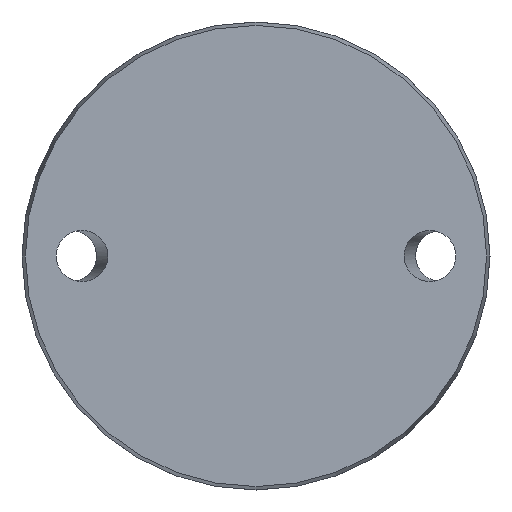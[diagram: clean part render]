
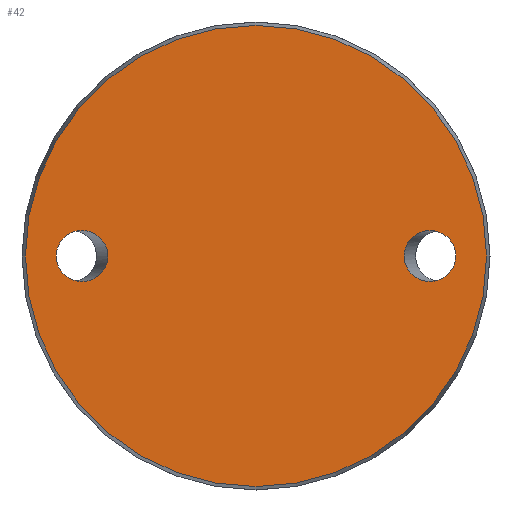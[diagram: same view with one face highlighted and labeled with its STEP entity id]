
A CAD part, front view. The second image highlights one B-rep face of the part: STEP entity #42.
In plain terms, the highlighted planar face has unit normal (0, -1, 0).
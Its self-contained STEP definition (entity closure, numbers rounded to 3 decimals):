
#42 = ADVANCED_FACE ( 'NONE', ( #255, #715, #121 ), #703, .F. ) ;
#48 = DIRECTION ( 'NONE',  ( 0., 1., 0. ) ) ;
#102 = ORIENTED_EDGE ( 'NONE', *, *, #653, .F. ) ;
#103 = CARTESIAN_POINT ( 'NONE',  ( 24.691, 0., -8.5 ) ) ;
#121 = FACE_OUTER_BOUND ( 'NONE', #764, .T. ) ;
#246 = CARTESIAN_POINT ( 'NONE',  ( -38.425, 0., 0. ) ) ;
#255 = FACE_BOUND ( 'NONE', #612, .T. ) ;
#266 = CARTESIAN_POINT ( 'NONE',  ( -33.309, 0., 0. ) ) ;
#292 = EDGE_CURVE ( 'NONE', #822, #822, #447, .T. ) ;
#293 = CARTESIAN_POINT ( 'NONE',  ( 0., 0., 0. ) ) ;
#297 = CARTESIAN_POINT ( 'NONE',  ( 33.309, 0., -8.5 ) ) ;
#314 = AXIS2_PLACEMENT_3D ( 'NONE', #293, #587, #594 ) ;
#375 = ORIENTED_EDGE ( 'NONE', *, *, #292, .T. ) ;
#412 = CARTESIAN_POINT ( 'NONE',  ( -24.691, 0., 0. ) ) ;
#447 = CIRCLE ( 'NONE', #314, 38.425 ) ;
#458 = ORIENTED_EDGE ( 'NONE', *, *, #714, .T. ) ;
#471 = EDGE_LOOP ( 'NONE', ( #102 ) ) ;
#483 = CARTESIAN_POINT ( 'NONE',  ( -33.309, 0., 0. ) ) ;
#487 = CARTESIAN_POINT ( 'NONE',  ( -33.309, 0., -8.5 ) ) ;
#532 = CARTESIAN_POINT ( 'NONE',  ( 24.691, 0., 0. ) ) ;
#559 = CARTESIAN_POINT ( 'NONE',  ( -24.691, 0., -8.5 ) ) ;
#574 = VERTEX_POINT ( 'NONE', #782 ) ;
#579 =( BOUNDED_CURVE ( )  B_SPLINE_CURVE ( 3, ( #622, #103, #297, #768, #750, #916, #532 ),
 .UNSPECIFIED., .T., .F. ) 
 B_SPLINE_CURVE_WITH_KNOTS ( ( 4, 3, 4 ),
 ( 0., 3.142, 6.283 ),
 .UNSPECIFIED. ) 
 CURVE ( )  GEOMETRIC_REPRESENTATION_ITEM ( )  RATIONAL_B_SPLINE_CURVE ( ( 1., 0.333, 0.333, 1., 0.333, 0.333, 1. ) ) 
 REPRESENTATION_ITEM ( '' )  );
#587 = DIRECTION ( 'NONE',  ( 0., -1., 0. ) ) ;
#594 = DIRECTION ( 'NONE',  ( 0., 0., -1. ) ) ;
#612 = EDGE_LOOP ( 'NONE', ( #458 ) ) ;
#622 = CARTESIAN_POINT ( 'NONE',  ( 24.691, 0., 0. ) ) ;
#653 = EDGE_CURVE ( 'NONE', #904, #904, #579, .T. ) ;
#688 =( BOUNDED_CURVE ( )  B_SPLINE_CURVE ( 3, ( #483, #788, #856, #412, #559, #487, #266 ),
 .UNSPECIFIED., .T., .F. ) 
 B_SPLINE_CURVE_WITH_KNOTS ( ( 4, 3, 4 ),
 ( 0., 3.142, 6.283 ),
 .UNSPECIFIED. ) 
 CURVE ( )  GEOMETRIC_REPRESENTATION_ITEM ( )  RATIONAL_B_SPLINE_CURVE ( ( 1., 0.333, 0.333, 1., 0.333, 0.333, 1. ) ) 
 REPRESENTATION_ITEM ( '' )  );
#703 = PLANE ( 'NONE',  #910 ) ;
#714 = EDGE_CURVE ( 'NONE', #574, #574, #688, .T. ) ;
#715 = FACE_BOUND ( 'NONE', #471, .T. ) ;
#717 = CARTESIAN_POINT ( 'NONE',  ( 24.691, 0., 0. ) ) ;
#748 = CARTESIAN_POINT ( 'NONE',  ( 0., 0., -38.425 ) ) ;
#750 = CARTESIAN_POINT ( 'NONE',  ( 33.309, 0., 8.5 ) ) ;
#764 = EDGE_LOOP ( 'NONE', ( #375 ) ) ;
#768 = CARTESIAN_POINT ( 'NONE',  ( 33.309, 0., 0. ) ) ;
#782 = CARTESIAN_POINT ( 'NONE',  ( -33.309, 0., 0. ) ) ;
#786 = DIRECTION ( 'NONE',  ( 0., 0., 1. ) ) ;
#788 = CARTESIAN_POINT ( 'NONE',  ( -33.309, 0., 8.5 ) ) ;
#822 = VERTEX_POINT ( 'NONE', #748 ) ;
#856 = CARTESIAN_POINT ( 'NONE',  ( -24.691, 0., 8.5 ) ) ;
#904 = VERTEX_POINT ( 'NONE', #717 ) ;
#910 = AXIS2_PLACEMENT_3D ( 'NONE', #246, #48, #786 ) ;
#916 = CARTESIAN_POINT ( 'NONE',  ( 24.691, 0., 8.5 ) ) ;
